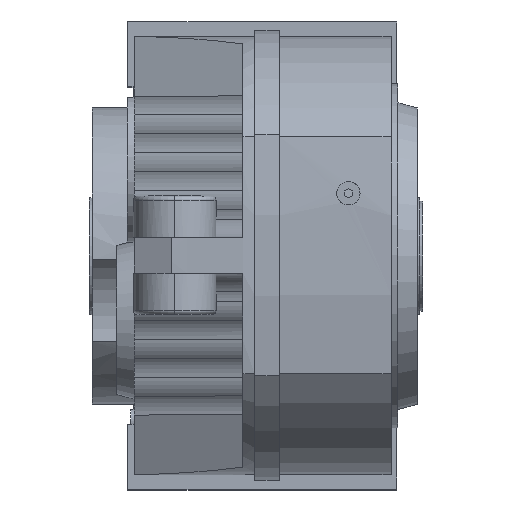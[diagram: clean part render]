
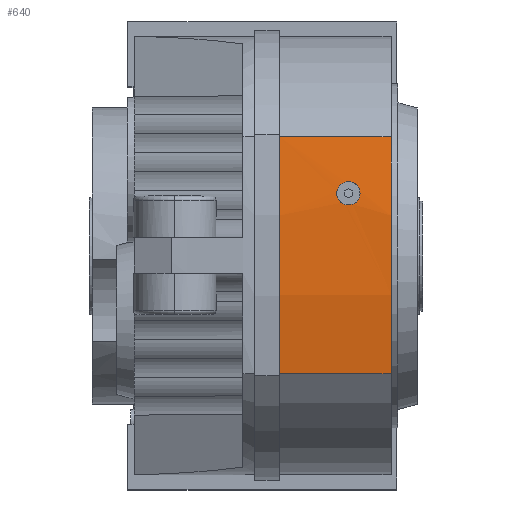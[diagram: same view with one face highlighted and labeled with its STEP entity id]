
A CAD part, top view. The second image highlights one B-rep face of the part: STEP entity #640.
In plain terms, the highlighted cylindrical face has radius 500 mm (diameter 1000 mm), a partial arc.
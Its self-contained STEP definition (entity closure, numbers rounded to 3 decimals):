
#640=ADVANCED_FACE('NONE',(#1612,#1613),#1614,.T.);
#1612=FACE_BOUND('',#2922,.T.);
#1613=FACE_OUTER_BOUND('',#2923,.T.);
#1614=CYLINDRICAL_SURFACE('',#2924,500.0);
#2922=EDGE_LOOP('',(#6072,#6073,#6074));
#2923=EDGE_LOOP('',(#6075,#6076,#6077,#6078));
#2924=AXIS2_PLACEMENT_3D('',#6079,#6080,#6081);
#6072=ORIENTED_EDGE('',*,*,#9478,.T.);
#6073=ORIENTED_EDGE('',*,*,#9150,.T.);
#6074=ORIENTED_EDGE('',*,*,#9479,.T.);
#6075=ORIENTED_EDGE('',*,*,#9494,.T.);
#6076=ORIENTED_EDGE('',*,*,#9495,.T.);
#6077=ORIENTED_EDGE('',*,*,#9496,.F.);
#6078=ORIENTED_EDGE('',*,*,#9497,.T.);
#6079=CARTESIAN_POINT('',(723.678,0.,-125.124));
#6080=DIRECTION('',(1.0,0.0,0.0));
#6081=DIRECTION('',(0.0,-1.0,0.0));
#9150=EDGE_CURVE('',#10786,#10790,#10792,.T.);
#9478=EDGE_CURVE('',#11321,#10786,#11322,.T.);
#9479=EDGE_CURVE('',#10790,#11321,#11323,.T.);
#9494=EDGE_CURVE('NONE',#11342,#11343,#11344,.T.);
#9495=EDGE_CURVE('NONE',#11343,#11345,#11346,.T.);
#9496=EDGE_CURVE('NONE',#11347,#11345,#11348,.F.);
#9497=EDGE_CURVE('NONE',#11347,#11342,#11349,.F.);
#10786=VERTEX_POINT('',#13395);
#10790=VERTEX_POINT('',#13400);
#10792=B_SPLINE_CURVE_WITH_KNOTS('',3,(#13403,#13404,#13405,#13406,#13407,#13408,#13409,#13410,#13411,#13412,#13413,#13414,#13415,#13416,#13417,#13418,#13419,#13420,#13421,#13422,#13423,#13424,#13425,#13426,#13427,#13428,#13429,#13430,#13431,#13432,#13433,#13434,#13435,#13436),.UNSPECIFIED.,.F.,.F.,(4,2,2,2,2,2,2,2,2,2,2,2,2,2,2,2,4),(12.838,14.445,16.052,17.659,19.265,20.866,22.466,24.067,25.667,27.268,28.868,30.469,32.07,33.676,35.283,36.89,38.497),.UNSPECIFIED.);
#11321=VERTEX_POINT('',#14179);
#11322=B_SPLINE_CURVE_WITH_KNOTS('',3,(#14180,#14181,#14182,#14183,#14184,#14185,#14186,#14187,#14188,#14189,#14190,#14191,#14192,#14193,#14194,#14195,#14196,#14197),.UNSPECIFIED.,.F.,.F.,(4,2,2,2,2,2,2,2,4),(0.0,1.601,3.201,4.802,6.403,8.012,9.62,11.229,12.838),.UNSPECIFIED.);
#11323=B_SPLINE_CURVE_WITH_KNOTS('',3,(#14198,#14199,#14200,#14201,#14202,#14203,#14204,#14205,#14206,#14207,#14208,#14209,#14210,#14211,#14212,#14213,#14214,#14215),.UNSPECIFIED.,.F.,.F.,(4,2,2,2,2,2,2,2,4),(38.497,40.106,41.715,43.323,44.932,46.533,48.134,49.734,51.335),.UNSPECIFIED.);
#11342=VERTEX_POINT('NONE',#14239);
#11343=VERTEX_POINT('NONE',#14240);
#11344=LINE('',#14241,#14242);
#11345=VERTEX_POINT('NONE',#14243);
#11346=CIRCLE('',#14244,500.0);
#11347=VERTEX_POINT('NONE',#14245);
#11348=LINE('',#14246,#14247);
#11349=CIRCLE('',#14248,500.0);
#13395=CARTESIAN_POINT('',(194.5,45.0,372.847));
#13400=CARTESIAN_POINT('',(177.5,45.0,372.847));
#13403=CARTESIAN_POINT('',(194.5,45.0,372.847));
#13404=CARTESIAN_POINT('',(194.5,44.467,372.895));
#13405=CARTESIAN_POINT('',(194.449,43.915,372.944));
#13406=CARTESIAN_POINT('',(194.234,42.817,373.04));
#13407=CARTESIAN_POINT('',(194.07,42.27,373.087));
#13408=CARTESIAN_POINT('',(193.636,41.223,373.174));
#13409=CARTESIAN_POINT('',(193.365,40.72,373.216));
#13410=CARTESIAN_POINT('',(192.74,39.791,373.291));
#13411=CARTESIAN_POINT('',(192.385,39.364,373.325));
#13412=CARTESIAN_POINT('',(191.63,38.609,373.384));
#13413=CARTESIAN_POINT('',(191.204,38.256,373.411));
#13414=CARTESIAN_POINT('',(190.276,37.633,373.458));
#13415=CARTESIAN_POINT('',(189.775,37.363,373.478));
#13416=CARTESIAN_POINT('',(188.728,36.93,373.511));
#13417=CARTESIAN_POINT('',(188.183,36.766,373.523));
#13418=CARTESIAN_POINT('',(187.085,36.551,373.539));
#13419=CARTESIAN_POINT('',(186.534,36.5,373.542));
#13420=CARTESIAN_POINT('',(185.466,36.5,373.542));
#13421=CARTESIAN_POINT('',(184.915,36.551,373.539));
#13422=CARTESIAN_POINT('',(183.817,36.766,373.523));
#13423=CARTESIAN_POINT('',(183.272,36.93,373.511));
#13424=CARTESIAN_POINT('',(182.225,37.363,373.478));
#13425=CARTESIAN_POINT('',(181.724,37.633,373.458));
#13426=CARTESIAN_POINT('',(180.796,38.256,373.411));
#13427=CARTESIAN_POINT('',(180.37,38.609,373.384));
#13428=CARTESIAN_POINT('',(179.615,39.364,373.325));
#13429=CARTESIAN_POINT('',(179.26,39.791,373.291));
#13430=CARTESIAN_POINT('',(178.635,40.72,373.216));
#13431=CARTESIAN_POINT('',(178.364,41.223,373.174));
#13432=CARTESIAN_POINT('',(177.93,42.27,373.087));
#13433=CARTESIAN_POINT('',(177.766,42.817,373.04));
#13434=CARTESIAN_POINT('',(177.551,43.915,372.944));
#13435=CARTESIAN_POINT('',(177.5,44.467,372.895));
#13436=CARTESIAN_POINT('',(177.5,45.0,372.847));
#14179=CARTESIAN_POINT('',(186.0,53.5,372.006));
#14180=CARTESIAN_POINT('',(186.0,53.5,372.006));
#14181=CARTESIAN_POINT('',(186.534,53.5,372.006));
#14182=CARTESIAN_POINT('',(187.085,53.449,372.011));
#14183=CARTESIAN_POINT('',(188.182,53.234,372.034));
#14184=CARTESIAN_POINT('',(188.728,53.07,372.052));
#14185=CARTESIAN_POINT('',(189.774,52.637,372.098));
#14186=CARTESIAN_POINT('',(190.275,52.368,372.127));
#14187=CARTESIAN_POINT('',(191.202,51.745,372.192));
#14188=CARTESIAN_POINT('',(191.628,51.392,372.228));
#14189=CARTESIAN_POINT('',(192.383,50.638,372.306));
#14190=CARTESIAN_POINT('',(192.738,50.211,372.349));
#14191=CARTESIAN_POINT('',(193.364,49.282,372.442));
#14192=CARTESIAN_POINT('',(193.635,48.78,372.491));
#14193=CARTESIAN_POINT('',(194.069,47.731,372.593));
#14194=CARTESIAN_POINT('',(194.233,47.185,372.645));
#14195=CARTESIAN_POINT('',(194.449,46.086,372.748));
#14196=CARTESIAN_POINT('',(194.5,45.534,372.799));
#14197=CARTESIAN_POINT('',(194.5,45.0,372.847));
#14198=CARTESIAN_POINT('',(177.5,45.0,372.847));
#14199=CARTESIAN_POINT('',(177.5,45.534,372.799));
#14200=CARTESIAN_POINT('',(177.551,46.086,372.748));
#14201=CARTESIAN_POINT('',(177.767,47.185,372.645));
#14202=CARTESIAN_POINT('',(177.931,47.731,372.593));
#14203=CARTESIAN_POINT('',(178.365,48.78,372.491));
#14204=CARTESIAN_POINT('',(178.636,49.282,372.442));
#14205=CARTESIAN_POINT('',(179.262,50.211,372.349));
#14206=CARTESIAN_POINT('',(179.617,50.638,372.306));
#14207=CARTESIAN_POINT('',(180.372,51.392,372.228));
#14208=CARTESIAN_POINT('',(180.798,51.745,372.192));
#14209=CARTESIAN_POINT('',(181.725,52.368,372.127));
#14210=CARTESIAN_POINT('',(182.226,52.637,372.098));
#14211=CARTESIAN_POINT('',(183.272,53.07,372.052));
#14212=CARTESIAN_POINT('',(183.818,53.234,372.034));
#14213=CARTESIAN_POINT('',(184.915,53.449,372.011));
#14214=CARTESIAN_POINT('',(185.466,53.5,372.006));
#14215=CARTESIAN_POINT('',(186.0,53.5,372.006));
#14239=CARTESIAN_POINT('',(217.0,86.0,367.425));
#14240=CARTESIAN_POINT('',(136.0,86.,367.425));
#14241=CARTESIAN_POINT('',(723.678,86.,367.425));
#14242=VECTOR('',#17347,1.0);
#14243=CARTESIAN_POINT('',(136.0,-86.0,367.425));
#14244=AXIS2_PLACEMENT_3D('',#17348,#17349,#17350);
#14245=CARTESIAN_POINT('',(217.0,-86.0,367.425));
#14246=CARTESIAN_POINT('',(723.678,-86.,367.425));
#14247=VECTOR('',#17351,1.0);
#14248=AXIS2_PLACEMENT_3D('',#17352,#17353,#17354);
#17347=DIRECTION('',(-1.0,0.0,0.0));
#17348=CARTESIAN_POINT('',(136.0,0.,-125.124));
#17349=DIRECTION('',(1.0,0.0,0.0));
#17350=DIRECTION('',(0.0,-1.0,0.0));
#17351=DIRECTION('',(1.0,0.0,0.0));
#17352=CARTESIAN_POINT('',(217.0,0.,-125.124));
#17353=DIRECTION('',(1.0,0.0,0.0));
#17354=DIRECTION('',(0.0,-1.0,0.0));
